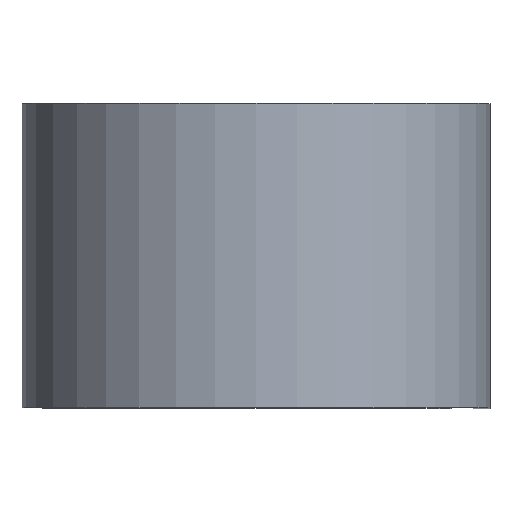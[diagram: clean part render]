
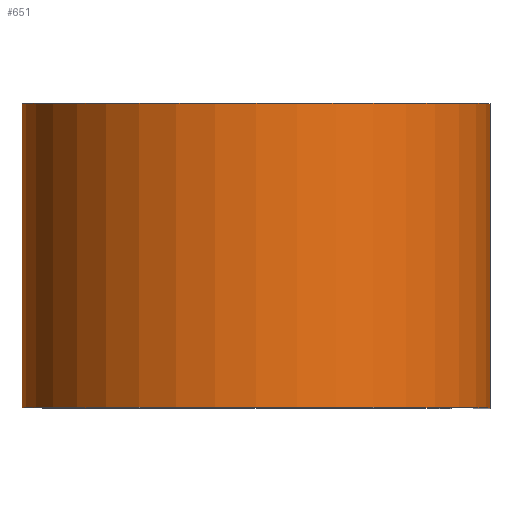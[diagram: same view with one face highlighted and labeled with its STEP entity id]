
A CAD part, top view. The second image highlights one B-rep face of the part: STEP entity #651.
In plain terms, the highlighted cylindrical face has radius 17.094 mm (diameter 34.188 mm), a partial arc.
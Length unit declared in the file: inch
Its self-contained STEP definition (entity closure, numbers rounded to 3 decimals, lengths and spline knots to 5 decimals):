
#54 = FACE_OUTER_BOUND ( 'NONE', #620, .T. ) ;
#76 = CARTESIAN_POINT ( 'NONE',  ( 0.673, 0.4375, 0. ) ) ;
#85 = ORIENTED_EDGE ( 'NONE', *, *, #194, .T. ) ;
#99 = DIRECTION ( 'NONE',  ( 1., 0., 0. ) ) ;
#103 = EDGE_CURVE ( 'NONE', #387, #542, #233, .T. ) ;
#144 = DIRECTION ( 'NONE',  ( 0., 1., 0. ) ) ;
#153 = DIRECTION ( 'NONE',  ( 0., -1., 0. ) ) ;
#161 = CARTESIAN_POINT ( 'NONE',  ( 0., 0.4375, 0. ) ) ;
#175 = DIRECTION ( 'NONE',  ( 0., 0., -1. ) ) ;
#182 = CARTESIAN_POINT ( 'NONE',  ( 0.673, -0.4375, 0. ) ) ;
#188 = ORIENTED_EDGE ( 'NONE', *, *, #702, .T. ) ;
#190 = AXIS2_PLACEMENT_3D ( 'NONE', #266, #144, #99 ) ;
#194 = EDGE_CURVE ( 'NONE', #387, #375, #205, .T. ) ;
#205 = LINE ( 'NONE', #471, #527 ) ;
#229 = EDGE_CURVE ( 'NONE', #542, #292, #695, .T. ) ;
#230 = DIRECTION ( 'NONE',  ( 0., -1., 0. ) ) ;
#233 = CIRCLE ( 'NONE', #190, 0.673 ) ;
#252 = CIRCLE ( 'NONE', #439, 0.673 ) ;
#266 = CARTESIAN_POINT ( 'NONE',  ( 0., 0.4375, 0. ) ) ;
#268 = CYLINDRICAL_SURFACE ( 'NONE', #389, 0.673 ) ;
#292 = VERTEX_POINT ( 'NONE', #182 ) ;
#330 = ORIENTED_EDGE ( 'NONE', *, *, #103, .F. ) ;
#351 = CARTESIAN_POINT ( 'NONE',  ( 0.673, 0.4375, 0. ) ) ;
#375 = VERTEX_POINT ( 'NONE', #597 ) ;
#387 = VERTEX_POINT ( 'NONE', #473 ) ;
#389 = AXIS2_PLACEMENT_3D ( 'NONE', #161, #153, #175 ) ;
#416 = DIRECTION ( 'NONE',  ( 0., -1., 0. ) ) ;
#439 = AXIS2_PLACEMENT_3D ( 'NONE', #603, #591, #588 ) ;
#471 = CARTESIAN_POINT ( 'NONE',  ( 0., 0.4375, -0.673 ) ) ;
#473 = CARTESIAN_POINT ( 'NONE',  ( 0., 0.4375, -0.673 ) ) ;
#479 = ORIENTED_EDGE ( 'NONE', *, *, #229, .F. ) ;
#527 = VECTOR ( 'NONE', #416, 39.37008 ) ;
#542 = VERTEX_POINT ( 'NONE', #76 ) ;
#588 = DIRECTION ( 'NONE',  ( 1., 0., 0. ) ) ;
#591 = DIRECTION ( 'NONE',  ( 0., 1., 0. ) ) ;
#597 = CARTESIAN_POINT ( 'NONE',  ( 0., -0.4375, -0.673 ) ) ;
#603 = CARTESIAN_POINT ( 'NONE',  ( 0., -0.4375, 0. ) ) ;
#620 = EDGE_LOOP ( 'NONE', ( #188, #479, #330, #85 ) ) ;
#651 = ADVANCED_FACE ( 'NONE', ( #54 ), #268, .T. ) ;
#657 = VECTOR ( 'NONE', #230, 39.37008 ) ;
#695 = LINE ( 'NONE', #351, #657 ) ;
#702 = EDGE_CURVE ( 'NONE', #375, #292, #252, .T. ) ;
